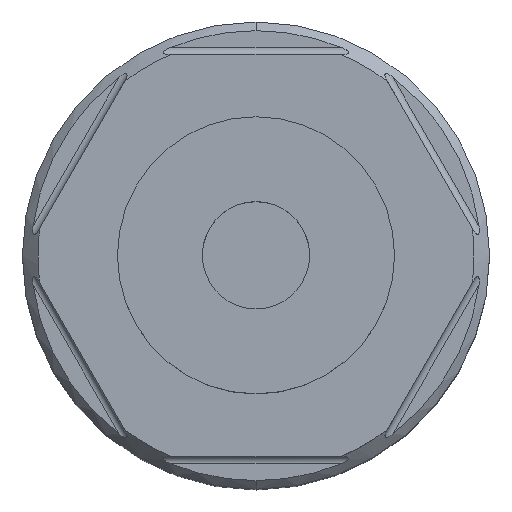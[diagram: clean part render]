
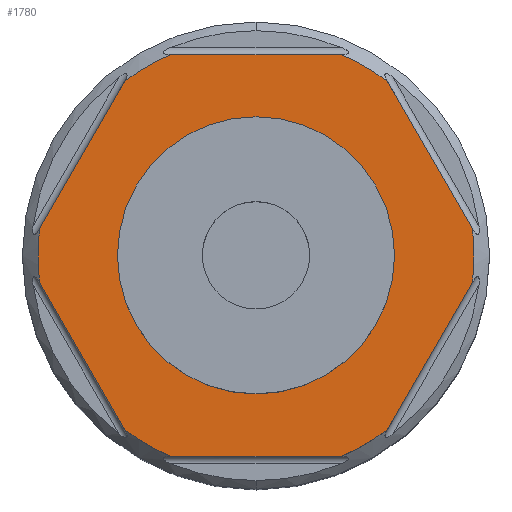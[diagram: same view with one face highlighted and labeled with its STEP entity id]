
A CAD part, top view. The second image highlights one B-rep face of the part: STEP entity #1780.
In plain terms, the highlighted planar face has unit normal (0, 0, 1).
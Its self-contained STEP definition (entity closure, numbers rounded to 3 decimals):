
#441=CARTESIAN_POINT('',(0.,0.,49.733));
#442=DIRECTION('',(0.,0.,1.));
#443=DIRECTION('',(-0.39,0.921,0.));
#444=AXIS2_PLACEMENT_3D('',#441,#442,#443);
#446=DIRECTION('',(1.,0.,0.));
#447=VECTOR('',#446,12.688);
#448=CARTESIAN_POINT('',(-6.344,14.967,49.733));
#449=LINE('',#448,#447);
#450=CARTESIAN_POINT('',(0.,0.,49.733));
#451=DIRECTION('',(0.,0.,1.));
#452=DIRECTION('',(0.602,0.798,0.));
#453=AXIS2_PLACEMENT_3D('',#450,#451,#452);
#455=DIRECTION('',(-0.5,0.866,0.));
#456=VECTOR('',#455,12.688);
#457=CARTESIAN_POINT('',(16.134,1.989,49.733));
#458=LINE('',#457,#456);
#459=CARTESIAN_POINT('',(0.,0.,49.733));
#460=DIRECTION('',(0.,0.,1.));
#461=DIRECTION('',(0.992,-0.122,0.));
#462=AXIS2_PLACEMENT_3D('',#459,#460,#461);
#464=DIRECTION('',(-0.5,-0.866,0.));
#465=VECTOR('',#464,12.688);
#466=CARTESIAN_POINT('',(16.134,-1.989,49.733));
#467=LINE('',#466,#465);
#468=CARTESIAN_POINT('',(0.,0.,49.733));
#469=DIRECTION('',(0.,0.,1.));
#470=DIRECTION('',(0.39,-0.921,0.));
#471=AXIS2_PLACEMENT_3D('',#468,#469,#470);
#473=DIRECTION('',(1.,0.,0.));
#474=VECTOR('',#473,12.688);
#475=CARTESIAN_POINT('',(-6.344,-14.967,49.733));
#476=LINE('',#475,#474);
#477=CARTESIAN_POINT('',(0.,0.,49.733));
#478=DIRECTION('',(0.,0.,1.));
#479=DIRECTION('',(-0.602,-0.798,0.));
#480=AXIS2_PLACEMENT_3D('',#477,#478,#479);
#482=DIRECTION('',(0.5,-0.866,0.));
#483=VECTOR('',#482,12.688);
#484=CARTESIAN_POINT('',(-16.134,-1.989,49.733));
#485=LINE('',#484,#483);
#486=CARTESIAN_POINT('',(0.,0.,49.733));
#487=DIRECTION('',(0.,0.,1.));
#488=DIRECTION('',(-0.992,0.122,0.));
#489=AXIS2_PLACEMENT_3D('',#486,#487,#488);
#491=DIRECTION('',(0.5,0.866,0.));
#492=VECTOR('',#491,12.688);
#493=CARTESIAN_POINT('',(-16.134,1.989,49.733));
#494=LINE('',#493,#492);
#495=CARTESIAN_POINT('',(0.,0.,49.733));
#496=DIRECTION('',(0.,0.,-1.));
#497=DIRECTION('',(0.,1.,0.));
#498=AXIS2_PLACEMENT_3D('',#495,#496,#497);
#500=CARTESIAN_POINT('',(0.,0.,49.733));
#501=DIRECTION('',(0.,0.,-1.));
#502=DIRECTION('',(0.,-1.,0.));
#503=AXIS2_PLACEMENT_3D('',#500,#501,#502);
#1120=CARTESIAN_POINT('',(-6.344,14.967,49.733));
#1121=CARTESIAN_POINT('',(-9.79,12.978,49.733));
#1122=VERTEX_POINT('',#1120);
#1123=VERTEX_POINT('',#1121);
#1124=CARTESIAN_POINT('',(6.344,-14.967,49.733));
#1125=CARTESIAN_POINT('',(9.79,-12.978,49.733));
#1126=VERTEX_POINT('',#1124);
#1127=VERTEX_POINT('',#1125);
#1164=CARTESIAN_POINT('',(-16.134,1.989,49.733));
#1165=CARTESIAN_POINT('',(-16.134,-1.989,49.733));
#1166=VERTEX_POINT('',#1164);
#1167=VERTEX_POINT('',#1165);
#1168=CARTESIAN_POINT('',(-9.79,-12.978,49.733));
#1169=CARTESIAN_POINT('',(-6.344,-14.967,49.733));
#1170=VERTEX_POINT('',#1168);
#1171=VERTEX_POINT('',#1169);
#1172=CARTESIAN_POINT('',(16.134,-1.989,49.733));
#1173=CARTESIAN_POINT('',(16.134,1.989,49.733));
#1174=VERTEX_POINT('',#1172);
#1175=VERTEX_POINT('',#1173);
#1176=CARTESIAN_POINT('',(9.79,12.978,49.733));
#1177=CARTESIAN_POINT('',(6.344,14.967,49.733));
#1178=VERTEX_POINT('',#1176);
#1179=VERTEX_POINT('',#1177);
#1280=CARTESIAN_POINT('',(0.,10.325,49.733));
#1281=CARTESIAN_POINT('',(0.,-10.325,49.733));
#1282=VERTEX_POINT('',#1280);
#1283=VERTEX_POINT('',#1281);
#1747=CARTESIAN_POINT('',(0.,0.,49.733));
#1748=DIRECTION('',(0.,0.,1.));
#1749=DIRECTION('',(1.,0.,0.));
#1750=AXIS2_PLACEMENT_3D('',#1747,#1748,#1749);
#1751=PLANE('',#1750);
#1753=ORIENTED_EDGE('',*,*,#1752,.F.);
#1755=ORIENTED_EDGE('',*,*,#1754,.T.);
#1756=ORIENTED_EDGE('',*,*,#1726,.F.);
#1758=ORIENTED_EDGE('',*,*,#1757,.F.);
#1759=ORIENTED_EDGE('',*,*,#1684,.F.);
#1761=ORIENTED_EDGE('',*,*,#1760,.T.);
#1762=ORIENTED_EDGE('',*,*,#1669,.F.);
#1763=ORIENTED_EDGE('',*,*,#1554,.F.);
#1765=ORIENTED_EDGE('',*,*,#1764,.F.);
#1767=ORIENTED_EDGE('',*,*,#1766,.F.);
#1769=ORIENTED_EDGE('',*,*,#1768,.F.);
#1771=ORIENTED_EDGE('',*,*,#1770,.T.);
#1772=EDGE_LOOP('',(#1753,#1755,#1756,#1758,#1759,#1761,#1762,#1763,#1765,#1767,
#1769,#1771));
#1773=FACE_OUTER_BOUND('',#1772,.F.);
#1775=ORIENTED_EDGE('',*,*,#1774,.F.);
#1777=ORIENTED_EDGE('',*,*,#1776,.F.);
#1778=EDGE_LOOP('',(#1775,#1777));
#1779=FACE_BOUND('',#1778,.F.);
#445=CIRCLE('',#444,16.256);
#454=CIRCLE('',#453,16.256);
#463=CIRCLE('',#462,16.256);
#472=CIRCLE('',#471,16.256);
#481=CIRCLE('',#480,16.256);
#490=CIRCLE('',#489,16.256);
#499=CIRCLE('',#498,10.325);
#504=CIRCLE('',#503,10.325);
#1554=EDGE_CURVE('',#1171,#1126,#476,.T.);
#1669=EDGE_CURVE('',#1126,#1127,#472,.T.);
#1684=EDGE_CURVE('',#1174,#1175,#463,.T.);
#1726=EDGE_CURVE('',#1178,#1179,#454,.T.);
#1752=EDGE_CURVE('',#1122,#1123,#445,.T.);
#1754=EDGE_CURVE('',#1122,#1179,#449,.T.);
#1757=EDGE_CURVE('',#1175,#1178,#458,.T.);
#1760=EDGE_CURVE('',#1174,#1127,#467,.T.);
#1764=EDGE_CURVE('',#1170,#1171,#481,.T.);
#1766=EDGE_CURVE('',#1167,#1170,#485,.T.);
#1768=EDGE_CURVE('',#1166,#1167,#490,.T.);
#1770=EDGE_CURVE('',#1166,#1123,#494,.T.);
#1774=EDGE_CURVE('',#1282,#1283,#499,.T.);
#1776=EDGE_CURVE('',#1283,#1282,#504,.T.);
#1780=ADVANCED_FACE('',(#1773,#1779),#1751,.T.);
